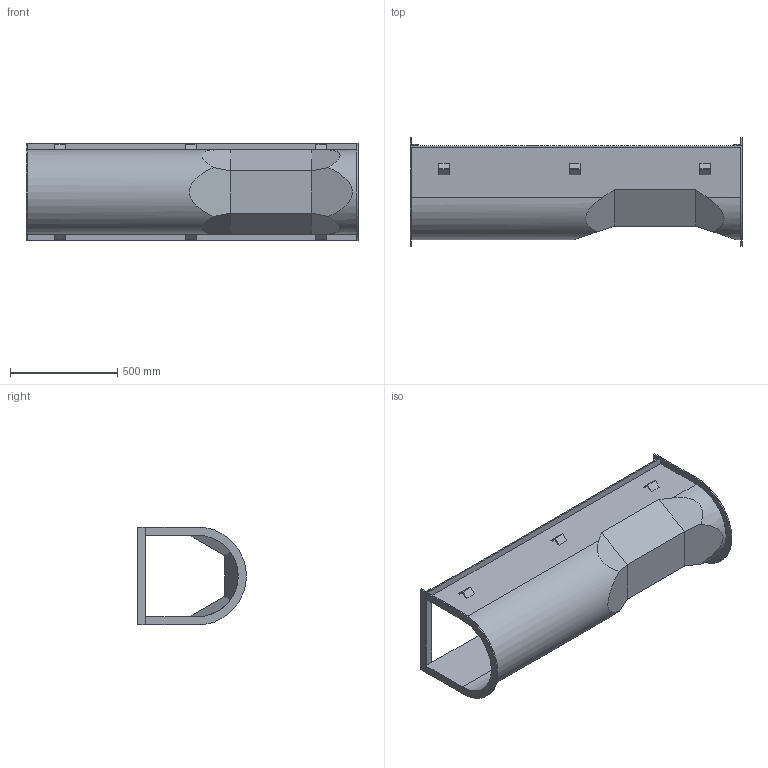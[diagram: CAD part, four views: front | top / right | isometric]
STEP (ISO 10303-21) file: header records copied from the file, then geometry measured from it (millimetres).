
FILE_DESCRIPTION (( 'STEP AP214' ), '1' );
FILE_NAME ('15in Palmer Bowlus Assem1 no options.STEP', '2020-09-17T17:33:37', ( '' ), ( '' ), 'SwSTEP 2.0', 'SolidWorks 2020', '' );
FILE_SCHEMA (( 'AUTOMOTIVE_DESIGN' ));
Length unit declared in the file: inch
Products named in the file (4): 15in Palmer Bowlus Assem1 no options; Palmer bowlus flume with equations_15 inch Default<As Machined>; 15in PB staff gauge; PB - Flume hold down clip_Default<As Machined>
Assembly tree (8 placements, depth 2):
  15in Palmer Bowlus Assem1 no options
    Palmer bowlus flume with equations_15 inch Default<As Machined>
    15in PB staff gauge
    PB - Flume hold down clip_Default<As Machined>  x6
Bounding box: 1549.4 x 508 x 457.2 mm (x, y, z)
Volume: 12099783.2 mm3; surface area: 3910107.6 mm2
Topology: 10 solids, 10 shells, 126 faces, 310 edges, 204 vertices
Faces by surface type: plane 102, cylinder 24
Entity records: 2990 total; most frequent: CARTESIAN_POINT 437, ORIENTED_EDGE 380, DIRECTION 376, EDGE_CURVE 190, VECTOR 154, LINE 154, VERTEX_POINT 124, AXIS2_PLACEMENT_3D 111
